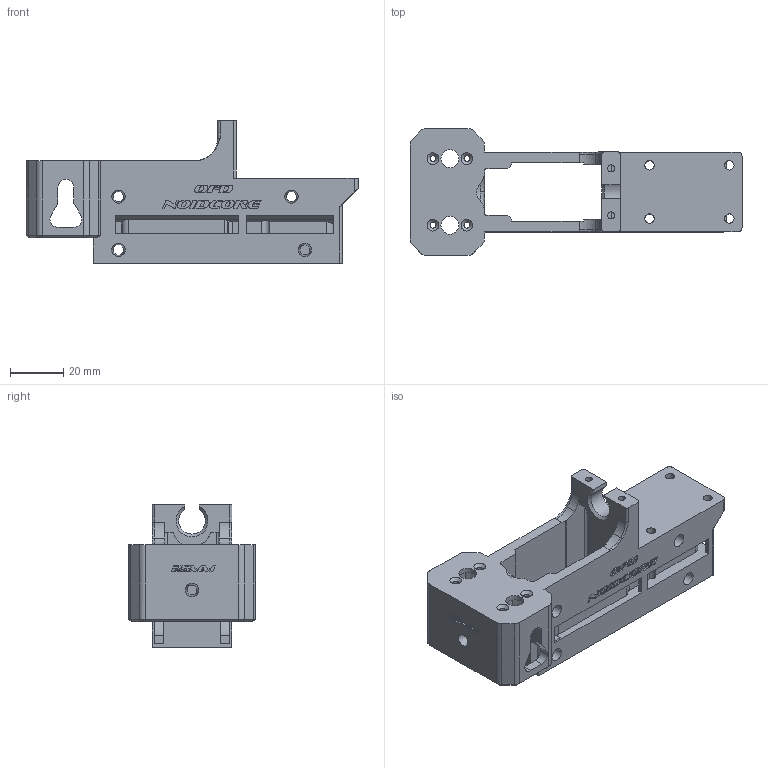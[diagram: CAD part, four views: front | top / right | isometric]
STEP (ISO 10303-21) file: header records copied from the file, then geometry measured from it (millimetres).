
FILE_DESCRIPTION(/* description */ (''),/* implementation_level */ '2;1');
FILE_NAME(/* name */ 'OFD_NOIDCORE_STRAIGHT_TRACEUR_25MM_V1.step',/* time_stamp */ '2024-01-22T20:47:47-05:00',/* author */ (''),/* organization */ (''),/* preprocessor_version */ 'ST-DEVELOPER v20',/* originating_system */ 'Autodesk Translation Framework v12.14.0.127',/* authorisation */ '');
FILE_SCHEMA (('AUTOMOTIVE_DESIGN { 1 0 10303 214 3 1 1 }'));
Length unit declared in the file: millimetre
Products named in the file (1): OFD_NOIDCORE_STRAIGHT_FTW_23MM_V1
Bounding box: 124.75 x 47.7 x 53.5 mm (x, y, z)
Volume: 56749.2 mm3; surface area: 33626.4 mm2
Topology: 1 solids, 1 shells, 784 faces, 2216 edges, 1452 vertices
Faces by surface type: plane 423, bspline 241, cylinder 72, cone 44, torus 4
Full cylindrical faces by diameter (mm): 2.2 x4, 2.6 x2, 3.5 x6, 6 x1, 6.75 x2
Entity records: 32760 total; most frequent: CARTESIAN_POINT 13871, ORIENTED_EDGE 4432, DIRECTION 3007, EDGE_CURVE 2216, LINE 1459, VECTOR 1459, VERTEX_POINT 1452, EDGE_LOOP 864
